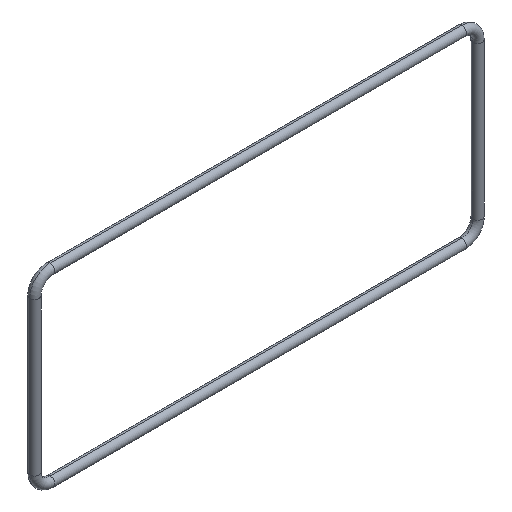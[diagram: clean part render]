
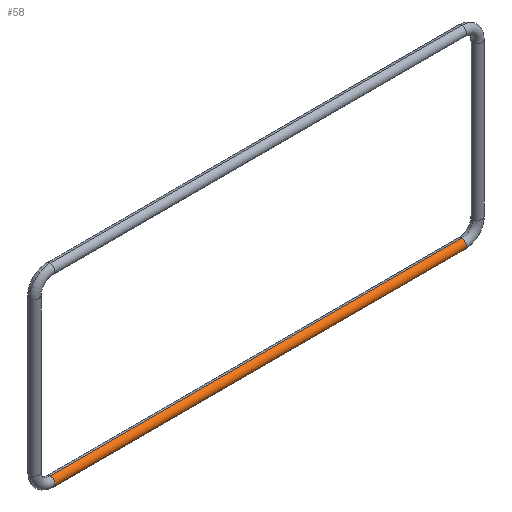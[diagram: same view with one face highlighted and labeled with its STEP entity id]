
A CAD part, isometric view. The second image highlights one B-rep face of the part: STEP entity #58.
In plain terms, the highlighted cylindrical face has radius 1.2 mm (diameter 2.4 mm), a partial arc.
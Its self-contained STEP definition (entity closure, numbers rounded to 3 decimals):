
#1 = DIRECTION ( 'NONE',  ( -1., 0., 0. ) ) ;
#3 = LINE ( 'NONE', #242, #16 ) ;
#10 = VERTEX_POINT ( 'NONE', #180 ) ;
#16 = VECTOR ( 'NONE', #436, 1000. ) ;
#19 = EDGE_LOOP ( 'NONE', ( #333, #442, #459, #405 ) ) ;
#24 = EDGE_CURVE ( 'NONE', #358, #10, #112, .T. ) ;
#55 = DIRECTION ( 'NONE',  ( -1., 0., 0. ) ) ;
#58 = ADVANCED_FACE ( 'NONE', ( #410 ), #431, .T. ) ;
#84 = AXIS2_PLACEMENT_3D ( 'NONE', #466, #1, #464 ) ;
#112 = CIRCLE ( 'NONE', #286, 1.2 ) ;
#119 = AXIS2_PLACEMENT_3D ( 'NONE', #127, #337, #255 ) ;
#127 = CARTESIAN_POINT ( 'NONE',  ( 4., 0., -23.5 ) ) ;
#139 = VERTEX_POINT ( 'NONE', #238 ) ;
#144 = DIRECTION ( 'NONE',  ( -1., 0., 0. ) ) ;
#180 = CARTESIAN_POINT ( 'NONE',  ( 109., 0., -22.3 ) ) ;
#212 = CARTESIAN_POINT ( 'NONE',  ( 4., 0., -22.3 ) ) ;
#218 = EDGE_CURVE ( 'NONE', #358, #139, #3, .T. ) ;
#224 = CIRCLE ( 'NONE', #119, 1.2 ) ;
#238 = CARTESIAN_POINT ( 'NONE',  ( 4., 0., -24.7 ) ) ;
#242 = CARTESIAN_POINT ( 'NONE',  ( 109., 0., -24.7 ) ) ;
#255 = DIRECTION ( 'NONE',  ( 0., 0., 1. ) ) ;
#286 = AXIS2_PLACEMENT_3D ( 'NONE', #306, #144, #495 ) ;
#294 = CARTESIAN_POINT ( 'NONE',  ( 109., 0., -22.3 ) ) ;
#296 = EDGE_CURVE ( 'NONE', #139, #411, #224, .T. ) ;
#306 = CARTESIAN_POINT ( 'NONE',  ( 109., 0., -23.5 ) ) ;
#311 = LINE ( 'NONE', #294, #430 ) ;
#333 = ORIENTED_EDGE ( 'NONE', *, *, #218, .F. ) ;
#334 = CARTESIAN_POINT ( 'NONE',  ( 109., 0., -24.7 ) ) ;
#337 = DIRECTION ( 'NONE',  ( -1., 0., 0. ) ) ;
#354 = EDGE_CURVE ( 'NONE', #10, #411, #311, .T. ) ;
#358 = VERTEX_POINT ( 'NONE', #334 ) ;
#405 = ORIENTED_EDGE ( 'NONE', *, *, #296, .F. ) ;
#410 = FACE_OUTER_BOUND ( 'NONE', #19, .T. ) ;
#411 = VERTEX_POINT ( 'NONE', #212 ) ;
#430 = VECTOR ( 'NONE', #55, 1000. ) ;
#431 = CYLINDRICAL_SURFACE ( 'NONE', #84, 1.2 ) ;
#436 = DIRECTION ( 'NONE',  ( -1., 0., 0. ) ) ;
#442 = ORIENTED_EDGE ( 'NONE', *, *, #24, .T. ) ;
#459 = ORIENTED_EDGE ( 'NONE', *, *, #354, .T. ) ;
#464 = DIRECTION ( 'NONE',  ( 0., 0., 1. ) ) ;
#466 = CARTESIAN_POINT ( 'NONE',  ( 109., 0., -23.5 ) ) ;
#495 = DIRECTION ( 'NONE',  ( 0., 0., 1. ) ) ;
